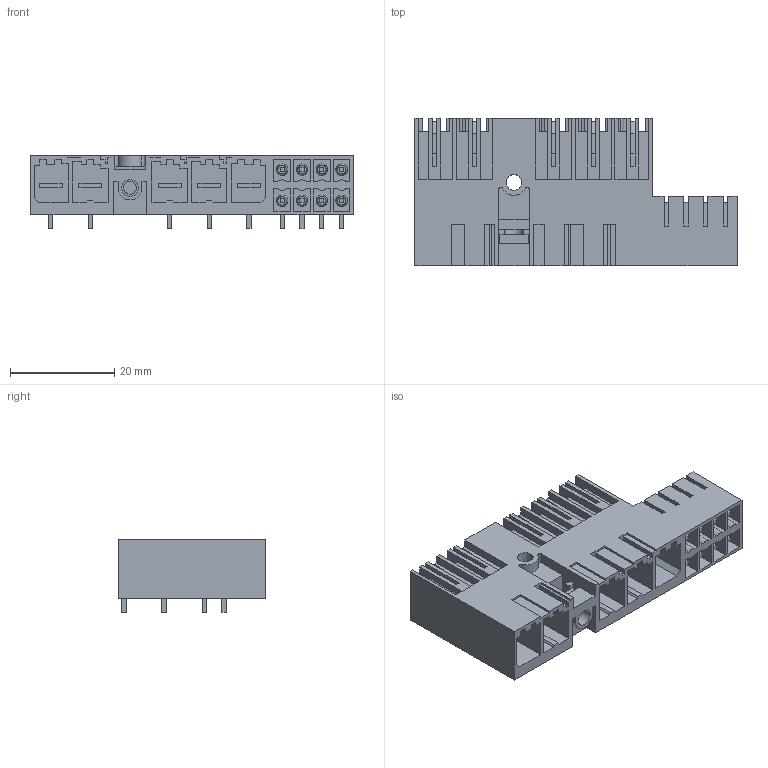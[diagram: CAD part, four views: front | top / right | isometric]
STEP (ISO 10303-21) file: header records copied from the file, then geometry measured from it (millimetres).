
FILE_DESCRIPTION(('CATIA V5 STEP','CAx-IF Rec.Pracs.--- Model Styling and Organization---1.4--- 2014-01-23'),'2;1');
FILE_NAME ('176452-1_1', '2023-09-25T08:22:08+00:00', ('none'), ('Weidmueller'), 'CATIA Version 5-6 Release 2016 SP3 HF44', 'CATIA V5 STEP AP214', 'none');
FILE_SCHEMA(('AUTOMOTIVE_DESIGN { 1 0 10303 214 1 1 1 1 }'));
Length unit declared in the file: millimetre
Products named in the file (1): 2530030000
Bounding box: 61.93 x 28.3 x 14 mm (x, y, z)
Volume: 9051.5 mm3; surface area: 13796.9 mm2
Topology: 15 solids, 15 shells, 956 faces, 2852 edges, 1940 vertices
Faces by surface type: plane 899, cylinder 41, cone 16
Entity records: 29738 total; most frequent: ORIENTED_EDGE 5704, CARTESIAN_POINT 5482, DIRECTION 3932, EDGE_CURVE 2852, VECTOR 2726, LINE 2726, VERTEX_POINT 1940, EDGE_LOOP 1002
